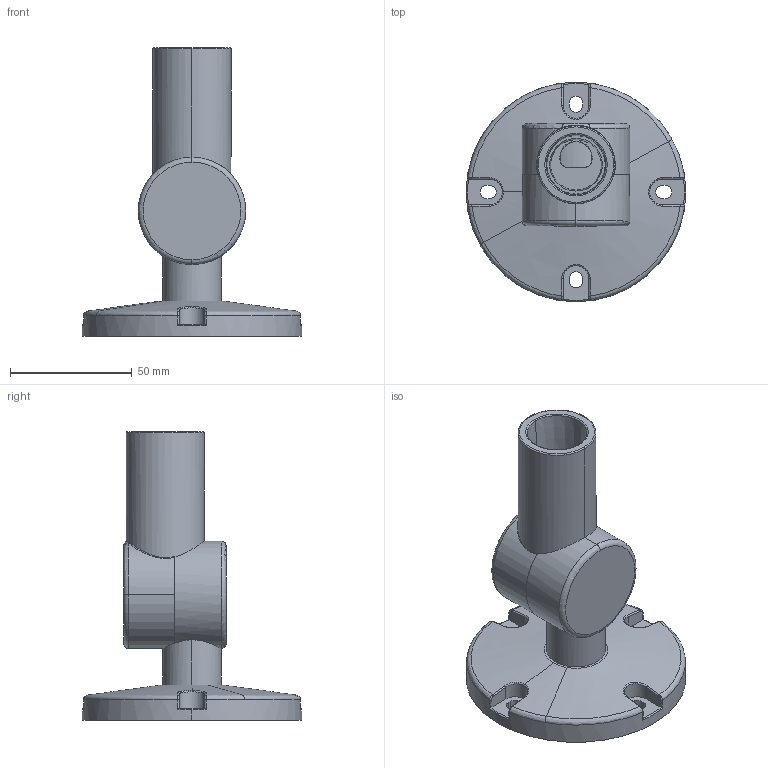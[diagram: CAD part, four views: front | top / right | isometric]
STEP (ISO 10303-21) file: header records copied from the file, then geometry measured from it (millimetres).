
FILE_DESCRIPTION (( 'STEP AP203' ), '1' );
FILE_NAME ('QL24.STP', '2021-01-20T10:32:41', ( '' ), ( '' ), 'SwSTEP 2.0', 'SolidWorks 2019', '' );
FILE_SCHEMA (( 'CONFIG_CONTROL_DESIGN' ));
Length unit declared in the file: millimetre
Products named in the file (1): QL24
Bounding box: 90 x 90 x 118.5 mm (x, y, z)
Volume: 113993.8 mm3; surface area: 46257.1 mm2
Topology: 2 solids, 2 shells, 1460 faces, 3611 edges, 2287 vertices
Faces by surface type: plane 451, cylinder 338, cone 191, bspline 183, sphere 150, torus 147
Entity records: 50163 total; most frequent: CARTESIAN_POINT 18512, ORIENTED_EDGE 7222, DIRECTION 5794, EDGE_CURVE 3611, AXIS2_PLACEMENT_3D 2482, VERTEX_POINT 2287, EDGE_LOOP 1600, ADVANCED_FACE 1460
